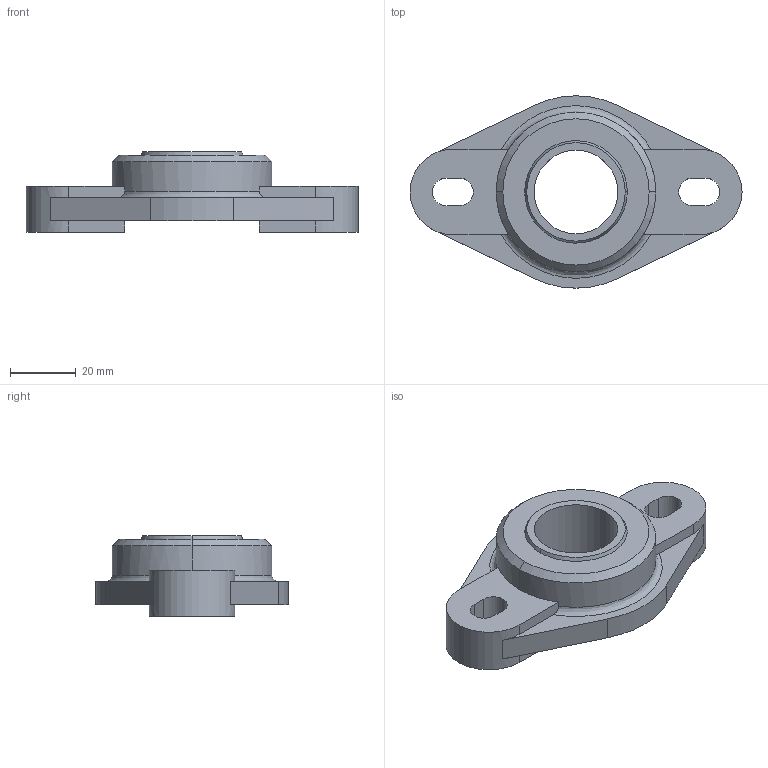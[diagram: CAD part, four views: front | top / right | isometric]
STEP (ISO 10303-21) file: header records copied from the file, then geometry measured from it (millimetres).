
FILE_DESCRIPTION (( 'STEP AP214' ), '1' );
FILE_NAME ('A-EFOI-16.step', '2017-11-29T20:11:24', ( '' ), ( '' ), 'SwSTEP 2.0', 'SolidWorks 2017', '' );
FILE_SCHEMA (( 'AUTOMOTIVE_DESIGN' ));
Length unit declared in the file: inch
Products named in the file (1): A-EFOI-16
Bounding box: 101 x 58.5 x 24.53 mm (x, y, z)
Volume: 45240.4 mm3; surface area: 17684 mm2
Topology: 2 solids, 2 shells, 56 faces, 154 edges, 100 vertices
Faces by surface type: plane 28, cylinder 18, bspline 6, cone 4
Entity records: 3043 total; most frequent: CARTESIAN_POINT 821, DIRECTION 306, ORIENTED_EDGE 300, EDGE_CURVE 150, AXIS2_PLACEMENT_3D 115, VERTEX_POINT 100, LINE 76, VECTOR 76
